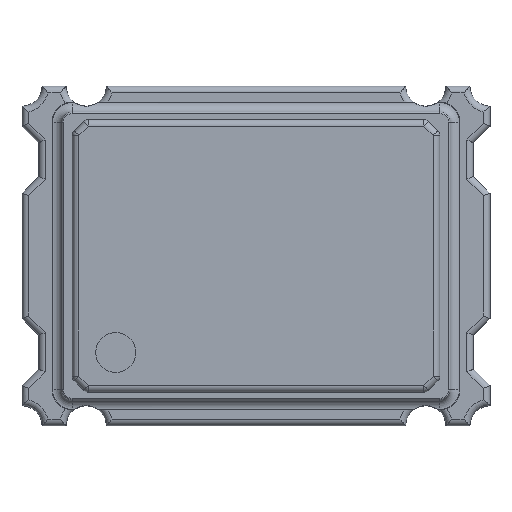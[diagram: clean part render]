
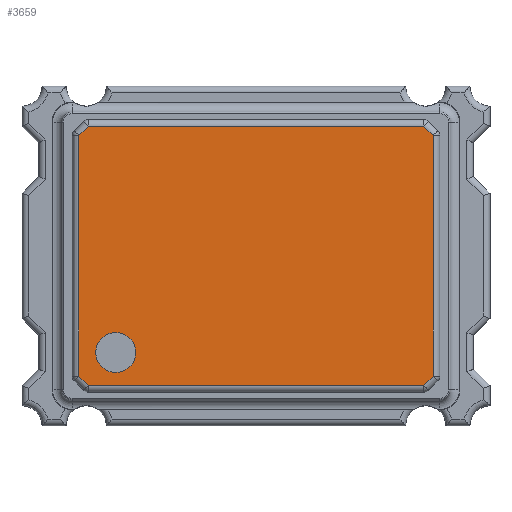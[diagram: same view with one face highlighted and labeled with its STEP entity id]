
A CAD part, top view. The second image highlights one B-rep face of the part: STEP entity #3659.
In plain terms, the highlighted planar face has unit normal (0, 0, 1).
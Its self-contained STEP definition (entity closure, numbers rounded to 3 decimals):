
#13=DIRECTION('',(0.,0.,1.));
#27=VECTOR('',#28,1.);
#28=DIRECTION('',(0.,-1.,0.));
#34=VECTOR('',#35,1.);
#35=DIRECTION('',(1.,0.,0.));
#41=VECTOR('',#42,1.);
#42=DIRECTION('',(0.,1.,0.));
#56=VECTOR('',#57,1.);
#57=DIRECTION('',(-1.,0.,0.));
#123=VECTOR('',#124,1.);
#124=DIRECTION('',(-0.707,-0.707,0.));
#159=VECTOR('',#160,1.);
#160=DIRECTION('',(0.707,-0.707,0.));
#376=DIRECTION('',(0.707,0.707,0.));
#1815=DIRECTION('',(0.,0.,-1.));
#3081=VECTOR('',#376,1.);
#3108=VECTOR('',#3109,1.);
#3109=DIRECTION('',(-0.707,0.707,0.));
#3432=VERTEX_POINT('',#3433);
#3433=CARTESIAN_POINT('',(-2.65,1.799,1.84));
#3437=ORIENTED_EDGE('',*,*,#3438,.T.);
#3438=EDGE_CURVE('',#3432,#3439,#3441,.T.);
#3439=VERTEX_POINT('',#3440);
#3440=CARTESIAN_POINT('',(-2.509,1.94,1.84));
#3441=LINE('',#3442,#3081);
#3442=CARTESIAN_POINT('',(-2.679,1.769,1.84));
#3464=ORIENTED_EDGE('',*,*,#3465,.T.);
#3465=EDGE_CURVE('',#3439,#3466,#3468,.T.);
#3466=VERTEX_POINT('',#3467);
#3467=CARTESIAN_POINT('',(2.509,1.94,1.84));
#3468=LINE('',#3469,#34);
#3469=CARTESIAN_POINT('',(-2.55,1.94,1.84));
#3496=VERTEX_POINT('',#3497);
#3497=CARTESIAN_POINT('',(2.65,1.799,1.84));
#3501=EDGE_CURVE('',#3466,#3496,#3502,.T.);
#3502=LINE('',#3503,#159);
#3503=CARTESIAN_POINT('',(2.479,1.969,1.84));
#3525=VERTEX_POINT('',#3526);
#3526=CARTESIAN_POINT('',(2.65,-1.799,1.84));
#3532=EDGE_CURVE('',#3496,#3525,#3533,.T.);
#3533=LINE('',#3534,#27);
#3534=CARTESIAN_POINT('',(2.65,1.84,1.84));
#3555=VERTEX_POINT('',#3556);
#3556=CARTESIAN_POINT('',(2.509,-1.94,1.84));
#3560=EDGE_CURVE('',#3525,#3555,#3561,.T.);
#3561=LINE('',#3562,#123);
#3562=CARTESIAN_POINT('',(2.679,-1.769,1.84));
#3583=VERTEX_POINT('',#3584);
#3584=CARTESIAN_POINT('',(-2.509,-1.94,1.84));
#3590=EDGE_CURVE('',#3555,#3583,#3591,.T.);
#3591=LINE('',#3592,#56);
#3592=CARTESIAN_POINT('',(2.55,-1.94,1.84));
#3612=VERTEX_POINT('',#3613);
#3613=CARTESIAN_POINT('',(-2.65,-1.799,1.84));
#3617=EDGE_CURVE('',#3583,#3612,#3618,.T.);
#3618=LINE('',#3619,#3108);
#3619=CARTESIAN_POINT('',(-2.479,-1.969,1.84));
#3639=ORIENTED_EDGE('',*,*,#3640,.T.);
#3640=EDGE_CURVE('',#3612,#3432,#3641,.T.);
#3641=LINE('',#3642,#41);
#3642=CARTESIAN_POINT('',(-2.65,-1.84,1.84));
#3659=ADVANCED_FACE('',(#3660,#3667),#3676,.F.);
#3660=FACE_BOUND('',#3661,.F.);
#3661=EDGE_LOOP('',(#3662,#3639,#3437,#3464,#3663,#3664,#3665,#3666));
#3662=ORIENTED_EDGE('',*,*,#3617,.T.);
#3663=ORIENTED_EDGE('',*,*,#3501,.T.);
#3664=ORIENTED_EDGE('',*,*,#3532,.T.);
#3665=ORIENTED_EDGE('',*,*,#3560,.T.);
#3666=ORIENTED_EDGE('',*,*,#3590,.T.);
#3667=FACE_BOUND('',#3668,.F.);
#3668=EDGE_LOOP('',(#3669));
#3669=ORIENTED_EDGE('',*,*,#3670,.T.);
#3670=EDGE_CURVE('',#3671,#3671,#3673,.T.);
#3671=VERTEX_POINT('',#3672);
#3672=CARTESIAN_POINT('',(-1.797,-1.446,1.84));
#3673=CIRCLE('',#3674,0.3);
#3674=AXIS2_PLACEMENT_3D('',#3675,#13,#35);
#3675=CARTESIAN_POINT('',(-2.097,-1.446,1.84));
#3676=PLANE('',#3677);
#3677=AXIS2_PLACEMENT_3D('',#3678,#1815,#28);
#3678=CARTESIAN_POINT('',(0.,0.,1.84));
